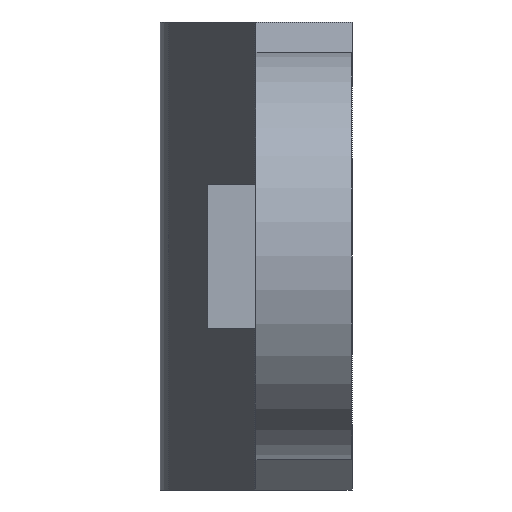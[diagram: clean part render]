
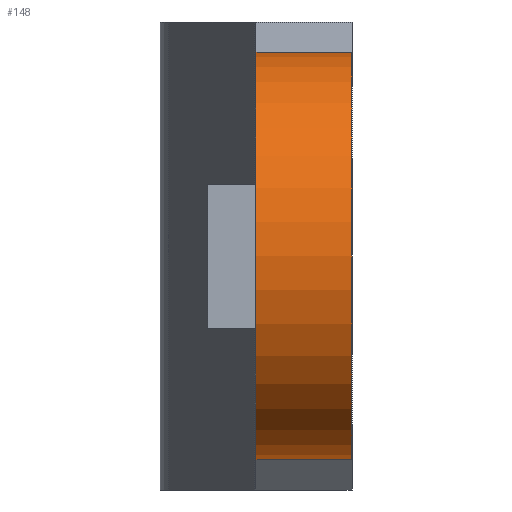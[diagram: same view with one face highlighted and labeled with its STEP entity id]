
A CAD part, left-side view. The second image highlights one B-rep face of the part: STEP entity #148.
In plain terms, the highlighted cylindrical face has radius 8.5 mm (diameter 17 mm), a partial arc.
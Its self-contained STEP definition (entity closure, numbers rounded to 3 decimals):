
#148 = ADVANCED_FACE( '', ( #295 ), #296, .T. );
#295 = FACE_OUTER_BOUND( '', #436, .T. );
#296 = CYLINDRICAL_SURFACE( '', #437, 8.5 );
#436 = EDGE_LOOP( '', ( #754, #755, #756, #757 ) );
#437 = AXIS2_PLACEMENT_3D( '', #758, #759, #760 );
#754 = ORIENTED_EDGE( '', *, *, #859, .T. );
#755 = ORIENTED_EDGE( '', *, *, #921, .F. );
#756 = ORIENTED_EDGE( '', *, *, #862, .F. );
#757 = ORIENTED_EDGE( '', *, *, #969, .F. );
#758 = CARTESIAN_POINT( '', ( 0., 24., 0. ) );
#759 = DIRECTION( '', ( 0., 1., 0. ) );
#760 = DIRECTION( '', ( 0., 0., -1. ) );
#859 = EDGE_CURVE( '', #1007, #1012, #1014, .T. );
#862 = EDGE_CURVE( '', #1017, #1019, #1020, .T. );
#921 = EDGE_CURVE( '', #1019, #1012, #1118, .F. );
#969 = EDGE_CURVE( '', #1007, #1017, #1189, .F. );
#1007 = VERTEX_POINT( '', #1231 );
#1012 = VERTEX_POINT( '', #1237 );
#1014 = LINE( '', #1239, #1240 );
#1017 = VERTEX_POINT( '', #1243 );
#1019 = VERTEX_POINT( '', #1245 );
#1020 = LINE( '', #1246, #1247 );
#1118 = CIRCLE( '', #1385, 8.5 );
#1189 = CIRCLE( '', #1487, 8.5 );
#1231 = CARTESIAN_POINT( '', ( 3.837, 4., -7.585 ) );
#1237 = CARTESIAN_POINT( '', ( 3.837, 0., -7.585 ) );
#1239 = CARTESIAN_POINT( '', ( 3.837, 24., -7.585 ) );
#1240 = VECTOR( '', #1547, 1000. );
#1243 = CARTESIAN_POINT( '', ( 3.837, 4., 7.585 ) );
#1245 = CARTESIAN_POINT( '', ( 3.837, 0., 7.585 ) );
#1246 = CARTESIAN_POINT( '', ( 3.837, 24., 7.585 ) );
#1247 = VECTOR( '', #1551, 1000. );
#1385 = AXIS2_PLACEMENT_3D( '', #1613, #1614, #1615 );
#1487 = AXIS2_PLACEMENT_3D( '', #1665, #1666, #1667 );
#1547 = DIRECTION( '', ( 0., -1., 0. ) );
#1551 = DIRECTION( '', ( 0., -1., 0. ) );
#1613 = CARTESIAN_POINT( '', ( 0., 0., 0. ) );
#1614 = DIRECTION( '', ( 0., 1., 0. ) );
#1615 = DIRECTION( '', ( 0., 0., 1. ) );
#1665 = CARTESIAN_POINT( '', ( 0., 4., 0. ) );
#1666 = DIRECTION( '', ( 0., -1., 0. ) );
#1667 = DIRECTION( '', ( 0., 0., -1. ) );
